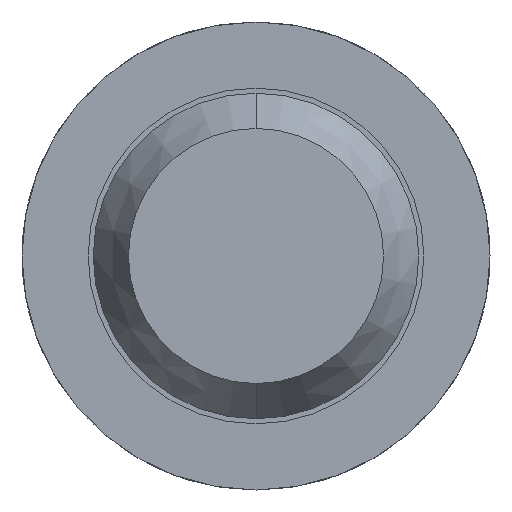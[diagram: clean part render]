
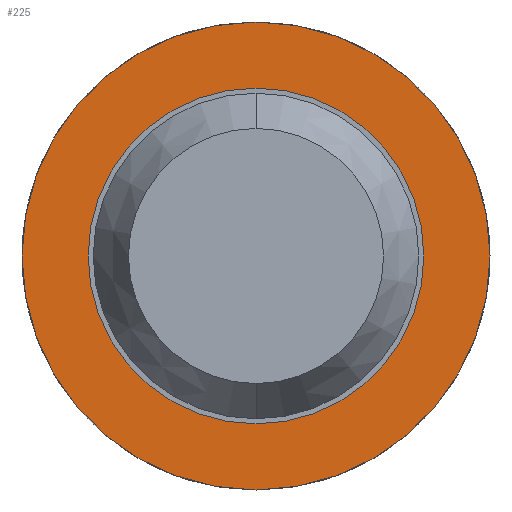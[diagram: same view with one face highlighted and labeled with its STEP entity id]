
A CAD part, front view. The second image highlights one B-rep face of the part: STEP entity #225.
In plain terms, the highlighted planar face has unit normal (0, -1, 0).
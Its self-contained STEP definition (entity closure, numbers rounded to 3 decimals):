
#129 = AXIS2_PLACEMENT_3D ( 'NONE', #1060, #3246, #3886 ) ;
#225 = ADVANCED_FACE ( 'Defeature ausgef�hrt2_14', ( #1096, #2380 ), #3628, .F. ) ;
#283 = EDGE_CURVE ( 'Defeature ausgef�hrt2_14+Defeature ausgef�hrt2_13+Defeature ausgef�hrt2_13+Defeature ausgef�hrt2_13', #2887, #3330, #3402, .T. ) ;
#318 = AXIS2_PLACEMENT_3D ( 'NONE', #1820, #1188, #2765 ) ;
#337 = AXIS2_PLACEMENT_3D ( 'NONE', #1827, #1514, #2795 ) ;
#398 = CARTESIAN_POINT ( 'NONE',  ( 0., -1.7, 1.15 ) ) ;
#582 = CARTESIAN_POINT ( 'NONE',  ( 0., -1.7, 0.825 ) ) ;
#708 = DIRECTION ( 'NONE',  ( 0., 0., 1. ) ) ;
#730 = CIRCLE ( 'NONE', #3587, 1.15 ) ;
#782 = CARTESIAN_POINT ( 'NONE',  ( 0.825, -1.7, 0. ) ) ;
#953 = EDGE_CURVE ( 'Defeature ausgef�hrt2_10+Defeature ausgef�hrt2_14+Defeature ausgef�hrt2_14+Defeature ausgef�hrt2_14', #3681, #1774, #730, .T. ) ;
#1060 = CARTESIAN_POINT ( 'NONE',  ( 0., -1.7, 0. ) ) ;
#1096 = FACE_OUTER_BOUND ( 'NONE', #3933, .T. ) ;
#1113 = CARTESIAN_POINT ( 'NONE',  ( 0., -1.7, -0.825 ) ) ;
#1188 = DIRECTION ( 'NONE',  ( 0., 1., 0. ) ) ;
#1401 = EDGE_CURVE ( 'Defeature ausgef�hrt2_10+Defeature ausgef�hrt2_14+Defeature ausgef�hrt2_14+Defeature ausgef�hrt2_14', #1774, #3681, #3711, .T. ) ;
#1514 = DIRECTION ( 'NONE',  ( 0., 1., 0. ) ) ;
#1774 = VERTEX_POINT ( 'NONE', #398 ) ;
#1820 = CARTESIAN_POINT ( 'NONE',  ( 0., -1.7, 0. ) ) ;
#1827 = CARTESIAN_POINT ( 'NONE',  ( 0., -1.7, 0. ) ) ;
#2000 = ORIENTED_EDGE ( 'NONE', *, *, #953, .F. ) ;
#2012 = ORIENTED_EDGE ( 'NONE', *, *, #1401, .F. ) ;
#2063 = DIRECTION ( 'NONE',  ( 0., 0., 1. ) ) ;
#2077 = ORIENTED_EDGE ( 'NONE', *, *, #3259, .T. ) ;
#2108 = DIRECTION ( 'NONE',  ( 0., 1., 0. ) ) ;
#2189 = CARTESIAN_POINT ( 'NONE',  ( 0., -1.7, -1.15 ) ) ;
#2243 = CARTESIAN_POINT ( 'NONE',  ( 0., -1.7, 0. ) ) ;
#2380 = FACE_BOUND ( 'NONE', #4082, .T. ) ;
#2599 = DIRECTION ( 'NONE',  ( 0., 1., 0. ) ) ;
#2765 = DIRECTION ( 'NONE',  ( 0., 0., 1. ) ) ;
#2795 = DIRECTION ( 'NONE',  ( 0., 0., 1. ) ) ;
#2887 = VERTEX_POINT ( 'NONE', #1113 ) ;
#3078 = AXIS2_PLACEMENT_3D ( 'NONE', #782, #2108, #2063 ) ;
#3152 = ORIENTED_EDGE ( 'NONE', *, *, #283, .T. ) ;
#3246 = DIRECTION ( 'NONE',  ( 0., 1., 0. ) ) ;
#3259 = EDGE_CURVE ( 'Defeature ausgef�hrt2_14+Defeature ausgef�hrt2_13+Defeature ausgef�hrt2_13+Defeature ausgef�hrt2_13', #3330, #2887, #3706, .T. ) ;
#3330 = VERTEX_POINT ( 'NONE', #582 ) ;
#3402 = CIRCLE ( 'NONE', #337, 0.825 ) ;
#3587 = AXIS2_PLACEMENT_3D ( 'NONE', #2243, #2599, #708 ) ;
#3628 = PLANE ( 'NONE',  #3078 ) ;
#3681 = VERTEX_POINT ( 'NONE', #2189 ) ;
#3706 = CIRCLE ( 'NONE', #318, 0.825 ) ;
#3711 = CIRCLE ( 'NONE', #129, 1.15 ) ;
#3886 = DIRECTION ( 'NONE',  ( 0., 0., 1. ) ) ;
#3933 = EDGE_LOOP ( 'NONE', ( #2012, #2000 ) ) ;
#4082 = EDGE_LOOP ( 'NONE', ( #2077, #3152 ) ) ;
